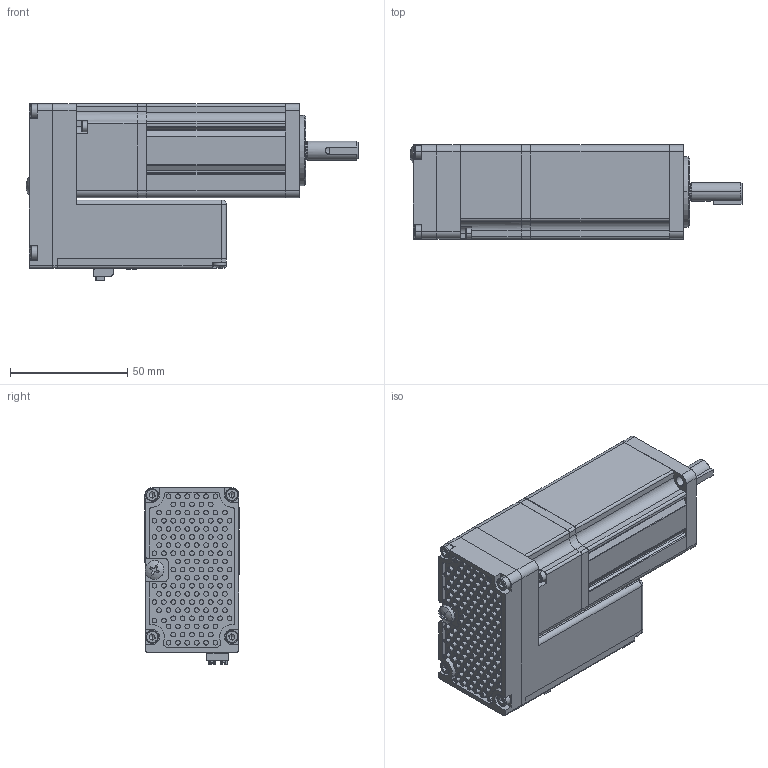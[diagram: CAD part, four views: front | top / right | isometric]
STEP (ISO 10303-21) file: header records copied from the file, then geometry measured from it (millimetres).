
FILE_DESCRIPTION (( 'STEP AP214' ), '1' );
FILE_NAME ('MDX40-Fraba IP20 RC.STEP', '2023-11-23T01:20:35', ( '' ), ( '' ), 'SwSTEP 2.0', 'SolidWorks 2015', '' );
FILE_SCHEMA (( 'AUTOMOTIVE_DESIGN' ));
Length unit declared in the file: millimetre
Products named in the file (1): MDX40-Fraba IP20  RC
Bounding box: 141.36 x 40.07 x 75.23 mm (x, y, z)
Surface area: 46075.3 mm2 (no closed solid volume)
Topology: 0 solids, 58 shells, 1541 faces, 5417 edges, 3967 vertices
Faces by surface type: plane 786, cylinder 604, bspline 60, cone 52, torus 27, sphere 12
Entity records: 77894 total; most frequent: CARTESIAN_POINT 15195, DIRECTION 9649, ORIENTED_EDGE 8287, EDGE_CURVE 5391, VERTEX_POINT 3967, LINE 3405, VECTOR 3405, AXIS2_PLACEMENT_3D 3122
